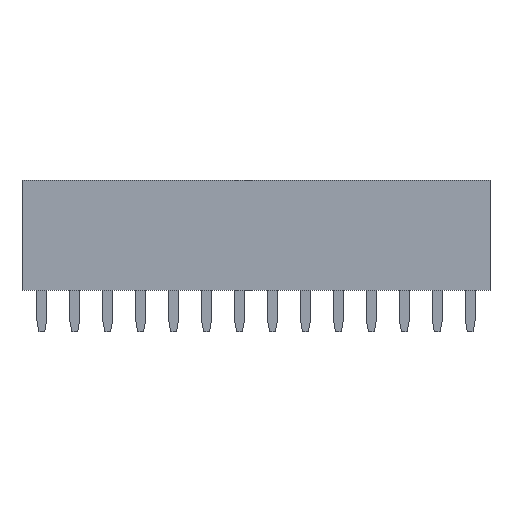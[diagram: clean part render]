
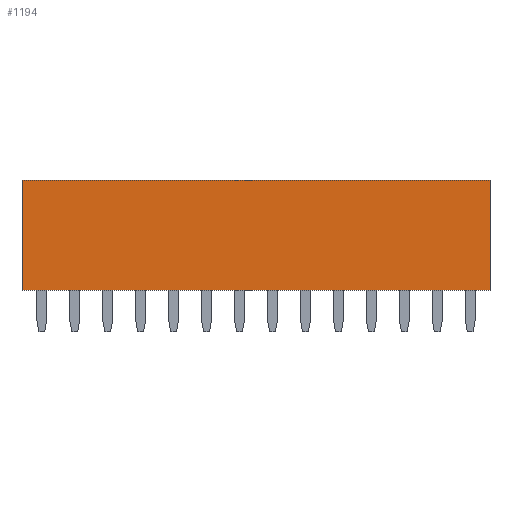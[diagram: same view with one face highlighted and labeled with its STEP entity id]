
A CAD part, top view. The second image highlights one B-rep face of the part: STEP entity #1194.
In plain terms, the highlighted planar face has unit normal (0, 0, 1).
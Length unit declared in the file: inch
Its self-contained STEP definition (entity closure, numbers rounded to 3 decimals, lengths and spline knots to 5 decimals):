
#170 = DIRECTION ( 'NONE',  ( -1., 0., 0. ) ) ;
#307 = DIRECTION ( 'NONE',  ( 0., -1., 0. ) ) ;
#439 = EDGE_CURVE ( 'NONE', #8036, #1254, #10981, .T. ) ;
#720 = CARTESIAN_POINT ( 'NONE',  ( -0.71, 0.335, 0.05 ) ) ;
#1032 = FACE_OUTER_BOUND ( 'NONE', #4399, .T. ) ;
#1194 = ADVANCED_FACE ( 'NONE', ( #1032 ), #10855, .F. ) ;
#1254 = VERTEX_POINT ( 'NONE', #7773 ) ;
#1560 = EDGE_CURVE ( 'NONE', #8036, #4874, #11688, .T. ) ;
#2093 = CARTESIAN_POINT ( 'NONE',  ( -0.71, 0.335, 0.05 ) ) ;
#2512 = CARTESIAN_POINT ( 'NONE',  ( -0.71, 0., 0.05 ) ) ;
#2557 = LINE ( 'NONE', #2512, #9330 ) ;
#2612 = VECTOR ( 'NONE', #307, 39.37008 ) ;
#3026 = ORIENTED_EDGE ( 'NONE', *, *, #11725, .F. ) ;
#3194 = DIRECTION ( 'NONE',  ( 0., 0., -1. ) ) ;
#4196 = CARTESIAN_POINT ( 'NONE',  ( 0.71, 0.335, 0.05 ) ) ;
#4399 = EDGE_LOOP ( 'NONE', ( #3026, #5598, #11932, #4719 ) ) ;
#4719 = ORIENTED_EDGE ( 'NONE', *, *, #7273, .T. ) ;
#4874 = VERTEX_POINT ( 'NONE', #4942 ) ;
#4942 = CARTESIAN_POINT ( 'NONE',  ( 0.71, 0.335, 0.05 ) ) ;
#5220 = LINE ( 'NONE', #9804, #2612 ) ;
#5598 = ORIENTED_EDGE ( 'NONE', *, *, #1560, .F. ) ;
#7273 = EDGE_CURVE ( 'NONE', #1254, #9544, #2557, .T. ) ;
#7451 = DIRECTION ( 'NONE',  ( 0., -1., 0. ) ) ;
#7773 = CARTESIAN_POINT ( 'NONE',  ( -0.71, 0., 0.05 ) ) ;
#8036 = VERTEX_POINT ( 'NONE', #10213 ) ;
#8814 = AXIS2_PLACEMENT_3D ( 'NONE', #2093, #3194, #170 ) ;
#9330 = VECTOR ( 'NONE', #10149, 39.37008 ) ;
#9544 = VERTEX_POINT ( 'NONE', #11078 ) ;
#9804 = CARTESIAN_POINT ( 'NONE',  ( 0.71, 0.335, 0.05 ) ) ;
#10149 = DIRECTION ( 'NONE',  ( 1., 0., 0. ) ) ;
#10213 = CARTESIAN_POINT ( 'NONE',  ( -0.71, 0.335, 0.05 ) ) ;
#10497 = VECTOR ( 'NONE', #11003, 39.37008 ) ;
#10855 = PLANE ( 'NONE',  #8814 ) ;
#10981 = LINE ( 'NONE', #720, #11572 ) ;
#11003 = DIRECTION ( 'NONE',  ( 1., 0., 0. ) ) ;
#11078 = CARTESIAN_POINT ( 'NONE',  ( 0.71, 0., 0.05 ) ) ;
#11572 = VECTOR ( 'NONE', #7451, 39.37008 ) ;
#11688 = LINE ( 'NONE', #4196, #10497 ) ;
#11725 = EDGE_CURVE ( 'NONE', #4874, #9544, #5220, .T. ) ;
#11932 = ORIENTED_EDGE ( 'NONE', *, *, #439, .T. ) ;
